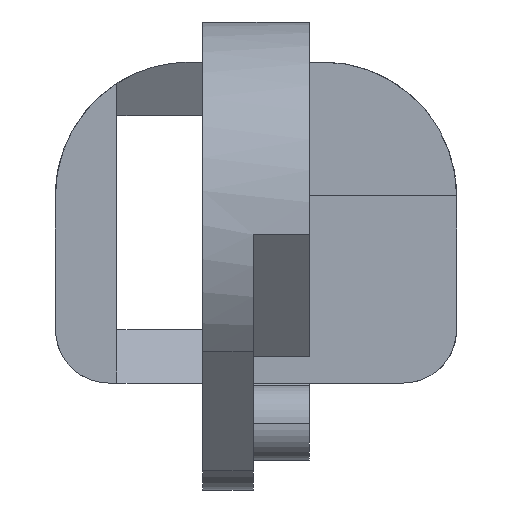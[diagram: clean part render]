
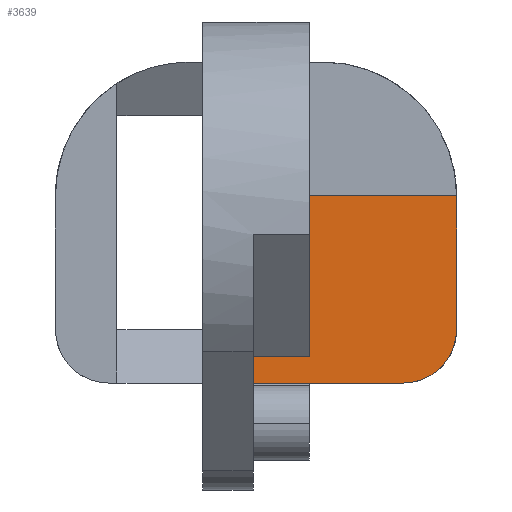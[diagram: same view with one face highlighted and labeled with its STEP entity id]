
A CAD part, left-side view. The second image highlights one B-rep face of the part: STEP entity #3639.
In plain terms, the highlighted planar face has unit normal (-1, 0, 0).
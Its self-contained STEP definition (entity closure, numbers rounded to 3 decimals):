
#58 = CIRCLE ( 'NONE', #171, 2. ) ;
#171 = AXIS2_PLACEMENT_3D ( 'NONE', #2864, #5417, #3279 ) ;
#204 = CARTESIAN_POINT ( 'NONE',  ( -82., 23., -5. ) ) ;
#281 = CARTESIAN_POINT ( 'NONE',  ( -82., 17.5, -1.5 ) ) ;
#573 = ORIENTED_EDGE ( 'NONE', *, *, #6289, .T. ) ;
#1029 = DIRECTION ( 'NONE',  ( 0., 0., 1. ) ) ;
#1289 = CARTESIAN_POINT ( 'NONE',  ( -82., 17.5, -4. ) ) ;
#1428 = ORIENTED_EDGE ( 'NONE', *, *, #2621, .F. ) ;
#1670 = EDGE_CURVE ( 'NONE', #3167, #3218, #3579, .T. ) ;
#1741 = EDGE_CURVE ( 'NONE', #1801, #5081, #58, .T. ) ;
#1801 = VERTEX_POINT ( 'NONE', #1289 ) ;
#1998 = LINE ( 'NONE', #6199, #3990 ) ;
#2001 = CARTESIAN_POINT ( 'NONE',  ( -82., 25.1, -6. ) ) ;
#2176 = EDGE_LOOP ( 'NONE', ( #6227, #573, #2743, #2326, #4830, #4812, #1428 ) ) ;
#2203 = CARTESIAN_POINT ( 'NONE',  ( -82., 23., 1. ) ) ;
#2326 = ORIENTED_EDGE ( 'NONE', *, *, #5096, .F. ) ;
#2367 = LINE ( 'NONE', #4478, #2890 ) ;
#2498 = CARTESIAN_POINT ( 'NONE',  ( -82., 22.3, -6. ) ) ;
#2614 = CARTESIAN_POINT ( 'NONE',  ( -82., 25., 6. ) ) ;
#2621 = EDGE_CURVE ( 'NONE', #6459, #2792, #2367, .T. ) ;
#2743 = ORIENTED_EDGE ( 'NONE', *, *, #1670, .F. ) ;
#2792 = VERTEX_POINT ( 'NONE', #6285 ) ;
#2864 = CARTESIAN_POINT ( 'NONE',  ( -82., 19.5, -4. ) ) ;
#2890 = VECTOR ( 'NONE', #6015, 1000. ) ;
#2953 = DIRECTION ( 'NONE',  ( 0., 0., 1. ) ) ;
#3167 = VERTEX_POINT ( 'NONE', #2001 ) ;
#3218 = VERTEX_POINT ( 'NONE', #6832 ) ;
#3279 = DIRECTION ( 'NONE',  ( 0., -1., 0. ) ) ;
#3381 = VERTEX_POINT ( 'NONE', #204 ) ;
#3488 = DIRECTION ( 'NONE',  ( 0., 1., 0. ) ) ;
#3530 = AXIS2_PLACEMENT_3D ( 'NONE', #2614, #3682, #1029 ) ;
#3549 = VECTOR ( 'NONE', #6190, 1000. ) ;
#3579 = LINE ( 'NONE', #5191, #3549 ) ;
#3639 = ADVANCED_FACE ( 'NONE', ( #3646 ), #5784, .T. ) ;
#3646 = FACE_OUTER_BOUND ( 'NONE', #2176, .T. ) ;
#3682 = DIRECTION ( 'NONE',  ( -1., 0., 0. ) ) ;
#3957 = LINE ( 'NONE', #6088, #6218 ) ;
#3986 = CARTESIAN_POINT ( 'NONE',  ( -82., 19.5, -6. ) ) ;
#3990 = VECTOR ( 'NONE', #4569, 1000. ) ;
#4414 = DIRECTION ( 'NONE',  ( 0., 0., 1. ) ) ;
#4478 = CARTESIAN_POINT ( 'NONE',  ( -82., 20.25, 1. ) ) ;
#4569 = DIRECTION ( 'NONE',  ( 0., 1., 0. ) ) ;
#4620 = EDGE_CURVE ( 'NONE', #3381, #6459, #3957, .T. ) ;
#4812 = ORIENTED_EDGE ( 'NONE', *, *, #5480, .T. ) ;
#4830 = ORIENTED_EDGE ( 'NONE', *, *, #1741, .F. ) ;
#5025 = LINE ( 'NONE', #281, #6764 ) ;
#5081 = VERTEX_POINT ( 'NONE', #3986 ) ;
#5096 = EDGE_CURVE ( 'NONE', #5081, #3167, #5143, .T. ) ;
#5143 = LINE ( 'NONE', #2498, #6224 ) ;
#5191 = CARTESIAN_POINT ( 'NONE',  ( -82., 25.1, -5.5 ) ) ;
#5417 = DIRECTION ( 'NONE',  ( 1., 0., 0. ) ) ;
#5480 = EDGE_CURVE ( 'NONE', #1801, #2792, #5025, .T. ) ;
#5784 = PLANE ( 'NONE',  #3530 ) ;
#6015 = DIRECTION ( 'NONE',  ( 0., -1., 0. ) ) ;
#6088 = CARTESIAN_POINT ( 'NONE',  ( -82., 23., -2. ) ) ;
#6190 = DIRECTION ( 'NONE',  ( 0., 0., 1. ) ) ;
#6199 = CARTESIAN_POINT ( 'NONE',  ( -82., 24.05, -5. ) ) ;
#6218 = VECTOR ( 'NONE', #4414, 1000. ) ;
#6224 = VECTOR ( 'NONE', #3488, 1000. ) ;
#6227 = ORIENTED_EDGE ( 'NONE', *, *, #4620, .F. ) ;
#6285 = CARTESIAN_POINT ( 'NONE',  ( -82., 17.5, 1. ) ) ;
#6289 = EDGE_CURVE ( 'NONE', #3381, #3218, #1998, .T. ) ;
#6459 = VERTEX_POINT ( 'NONE', #2203 ) ;
#6764 = VECTOR ( 'NONE', #2953, 1000. ) ;
#6832 = CARTESIAN_POINT ( 'NONE',  ( -82., 25.1, -5. ) ) ;
